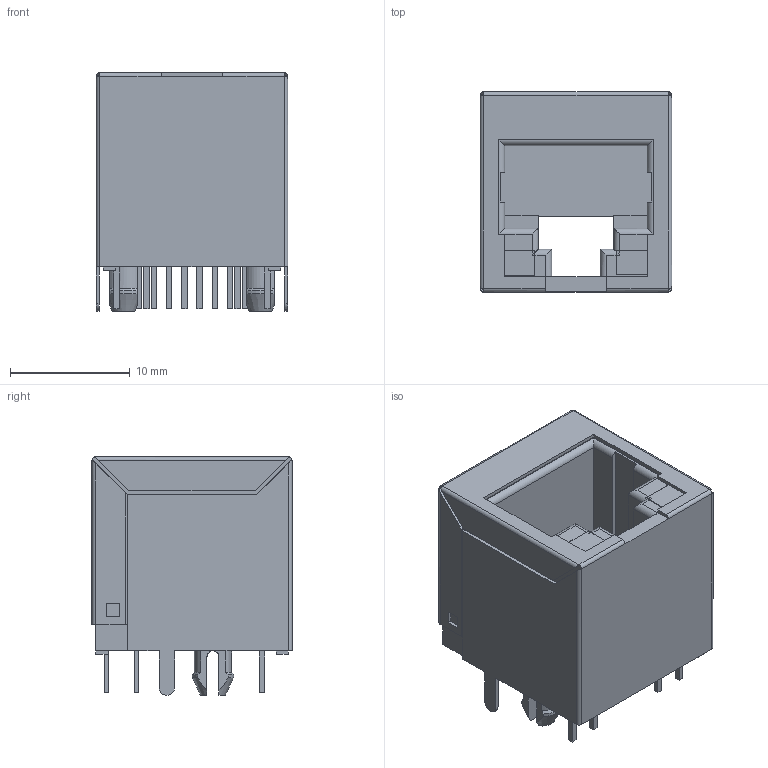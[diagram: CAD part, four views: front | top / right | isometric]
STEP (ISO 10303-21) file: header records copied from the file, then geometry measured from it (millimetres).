
FILE_DESCRIPTION(('CATIA V5 STEP Exchange','CAx-IF Rec.Pracs.--- Model Styling and Organization---1.4--- 2014-01-23'),'2;1');
FILE_NAME ('394101-2_0_2562960000_2562960000.stp','2018-12-18T08:19:33+00:00',('none'),('Weidmueller'),'CATIA Version 5-6 Release 2016 SP3 HF44','CATIA V5 STEP AP214','none');
FILE_SCHEMA(('AUTOMOTIVE_DESIGN { 1 0 10303 214 1 1 1 1 }'));
Length unit declared in the file: millimetre
Products named in the file (1): JS88VGY
Bounding box: 16 x 16.7 x 19.9 mm (x, y, z)
Volume: 2699.6 mm3; surface area: 2479.9 mm2
Topology: 1 solids, 1 shells, 262 faces, 710 edges, 460 vertices
Faces by surface type: plane 210, cylinder 36, bspline 8, cone 8
Entity records: 8419 total; most frequent: CARTESIAN_POINT 1984, ORIENTED_EDGE 1420, DIRECTION 1151, EDGE_CURVE 710, VECTOR 588, LINE 588, VERTEX_POINT 460, AXIS2_PLACEMENT_3D 310
